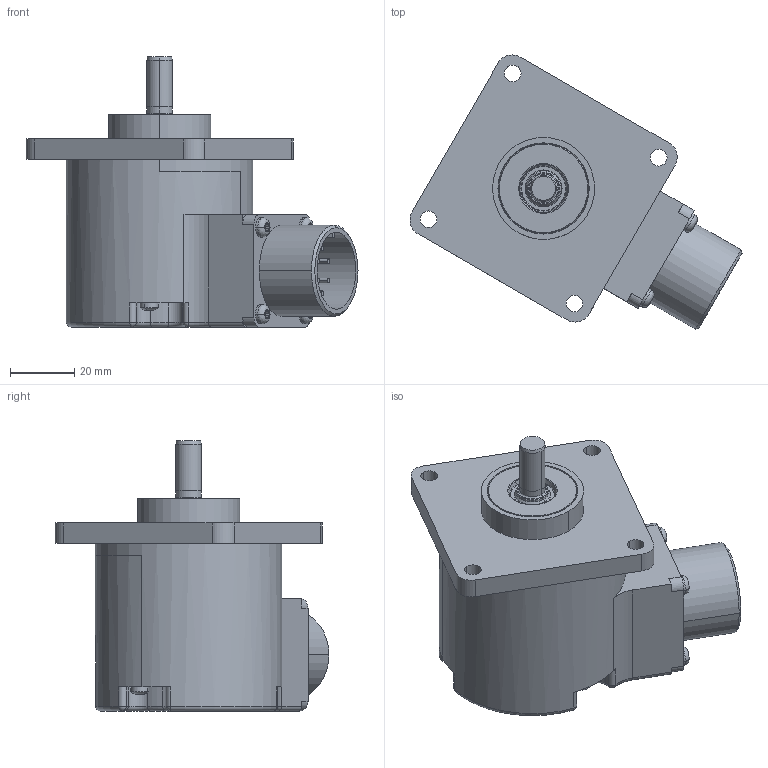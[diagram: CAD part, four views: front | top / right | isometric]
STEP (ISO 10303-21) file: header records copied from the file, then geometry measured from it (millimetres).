
FILE_DESCRIPTION((''),'2;1');
FILE_NAME('527314','2010-11-10T',('se2802'),(''),'PRO/ENGINEER BY PARAMETRIC TECHNOLOGY CORPORATION, 2010180','PRO/ENGINEER BY PARAMETRIC TECHNOLOGY CORPORATION, 2010180','');
FILE_SCHEMA(('CONFIG_CONTROL_DESIGN'));
Length unit declared in the file: millimetre
Products named in the file (1): 527314
Bounding box: 103.24 x 85.2 x 84 mm (x, y, z)
Volume: 191486.9 mm3; surface area: 29120.8 mm2
Topology: 1 solids, 2 shells, 1231 faces, 3301 edges, 2170 vertices
Faces by surface type: plane 569, extrusion 324, cylinder 267, torus 37, cone 14, sphere 12, bspline 8
Entity records: 42458 total; most frequent: CARTESIAN_POINT 12358, ORIENTED_EDGE 6602, DIRECTION 5472, EDGE_CURVE 3301, VERTEX_POINT 2170, VECTOR 2036, AXIS2_PLACEMENT_3D 1718, LINE 1712
